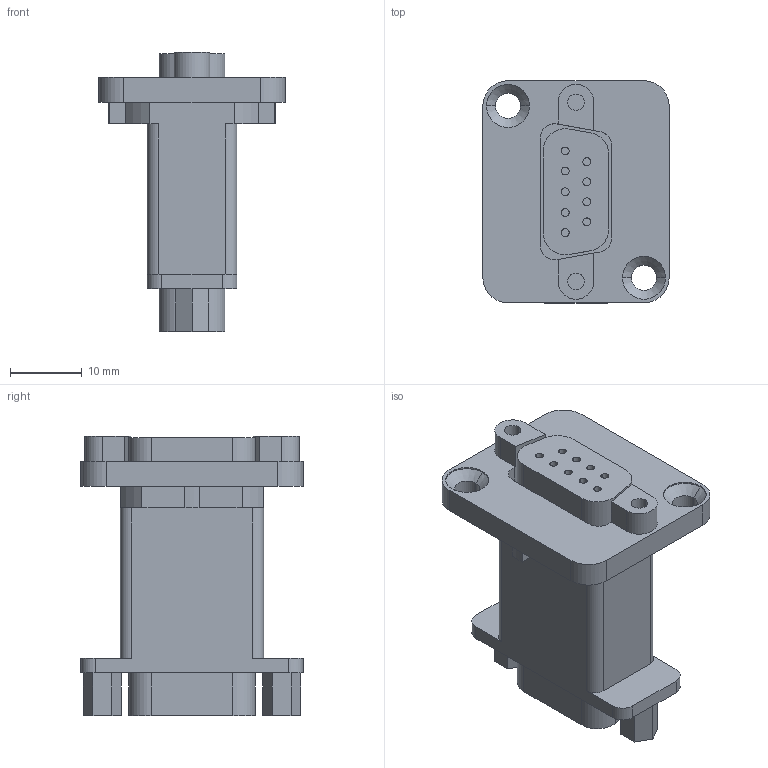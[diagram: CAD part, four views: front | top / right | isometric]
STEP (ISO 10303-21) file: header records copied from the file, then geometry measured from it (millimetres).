
FILE_DESCRIPTION((''),'2;1');
FILE_NAME('D-NADB9FF','2017-03-28T',('phk'),(''),'CREO PARAMETRIC BY PTC INC, 2016260','CREO PARAMETRIC BY PTC INC, 2016260','');
FILE_SCHEMA(('CONFIG_CONTROL_DESIGN'));
Length unit declared in the file: millimetre
Products named in the file (1): D-NADB9FF
Bounding box: 26 x 31 x 39 mm (x, y, z)
Volume: 11279.6 mm3; surface area: 5559 mm2
Topology: 1 solids, 1 shells, 170 faces, 412 edges, 272 vertices
Faces by surface type: cylinder 84, plane 82, cone 4
Entity records: 5066 total; most frequent: DIRECTION 920, CARTESIAN_POINT 854, ORIENTED_EDGE 824, EDGE_CURVE 412, AXIS2_PLACEMENT_3D 338, VERTEX_POINT 272, VECTOR 244, LINE 244
